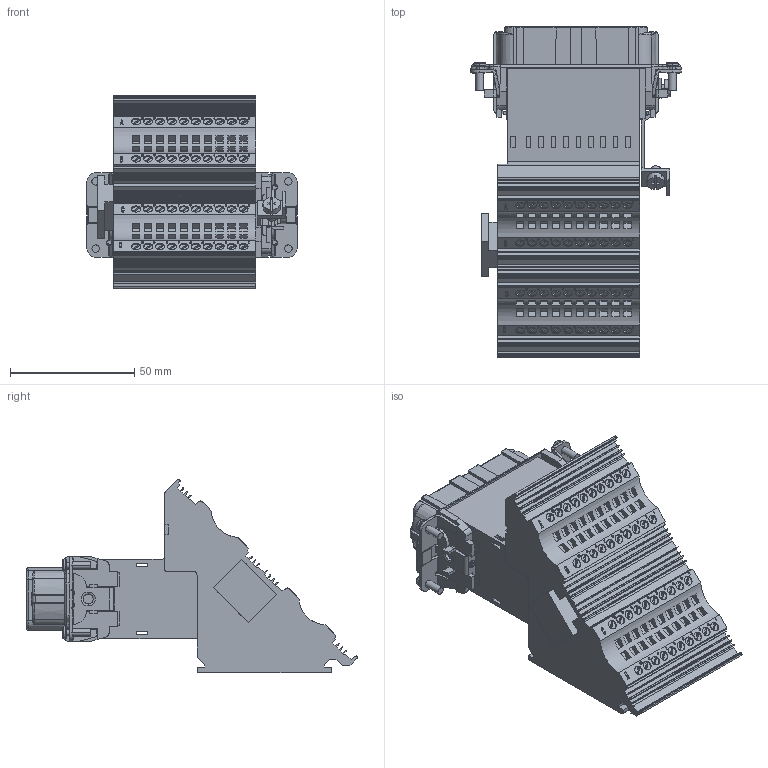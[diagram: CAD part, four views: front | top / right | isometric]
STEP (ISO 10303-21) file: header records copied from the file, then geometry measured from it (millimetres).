
FILE_DESCRIPTION(/* description */ (''),/* implementation_level */ '2;1');
FILE_NAME(/* name */ '3D_1250400210101_HD-040-F_AV_L_V1.1_stp_stp.stp',/* time_stamp */ '2024-02-27T08:53:53+08:00',/* author */ (''),/* organization */ (''),/* preprocessor_version */ 'ST-DEVELOPER v18.1',/* originating_system */ 'SIEMENS PLM Software NX 1980',/* authorisation */ '');
FILE_SCHEMA (('AUTOMOTIVE_DESIGN { 1 0 10303 214 3 1 1 1 }'));
Products named in the file (1): 131824CC6058hons
Bounding box: 84.5 x 132.9 x 78 mm (x, y, z)
Volume: 264995.8 mm3; surface area: 54119.7 mm2
Topology: 1 solids, 2 shells, 3157 faces, 8532 edges, 5615 vertices
Faces by surface type: plane 2364, cylinder 440, cone 174, extrusion 93, torus 57, bspline 29
Full cylindrical faces by diameter (mm): 5.3 x1
Entity records: 104126 total; most frequent: CARTESIAN_POINT 25696, ORIENTED_EDGE 17052, DIRECTION 14826, EDGE_CURVE 8526, VECTOR 6204, LINE 6111, VERTEX_POINT 5614, AXIS2_PLACEMENT_3D 4311
